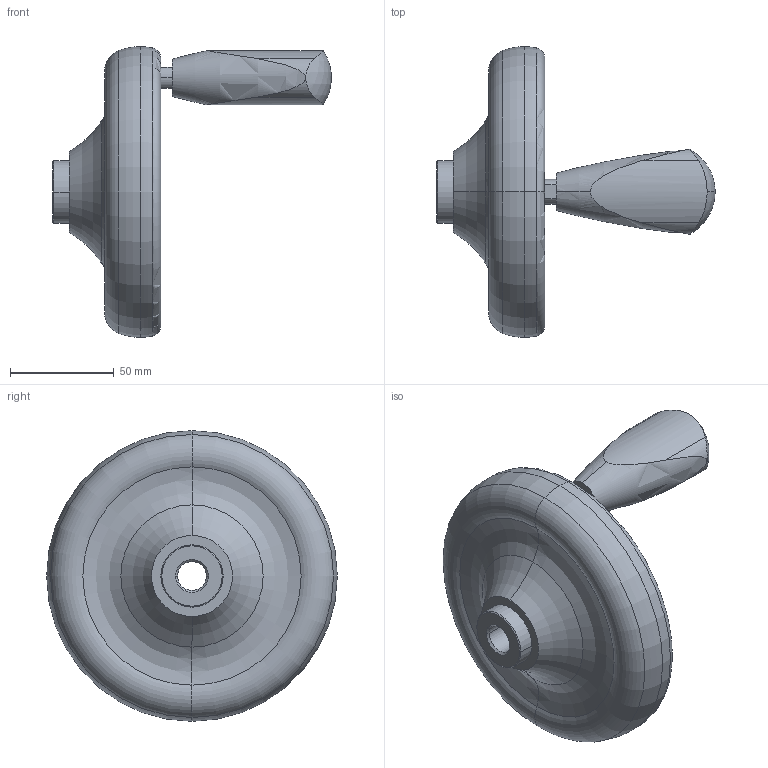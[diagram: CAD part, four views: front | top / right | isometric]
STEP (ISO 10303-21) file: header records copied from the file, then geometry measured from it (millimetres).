
FILE_DESCRIPTION( ( '' ), '1' );
FILE_NAME( 'K0164.1140X1439.stp', '2012-10-29T09:59:32', ( '' ), ( '' ), ' ', ' ', ' ' );
FILE_SCHEMA( ( 'CONFIG_CONTROL_DESIGN' ) );
Length unit declared in the file: millimetre
Products named in the file (2): 1; 2
Bounding box: 134.12 x 139.98 x 139.98 mm (x, y, z)
Volume: 332414.7 mm3; surface area: 53593.2 mm2
Topology: 2 solids, 2 shells, 70 faces, 168 edges, 105 vertices
Faces by surface type: torus 24, cylinder 17, plane 15, cone 12, sphere 2
Entity records: 2504 total; most frequent: CARTESIAN_POINT 757, DIRECTION 380, ORIENTED_EDGE 332, AXIS2_PLACEMENT_3D 168, EDGE_CURVE 166, VERTEX_POINT 105, CIRCLE 96, EDGE_LOOP 77
